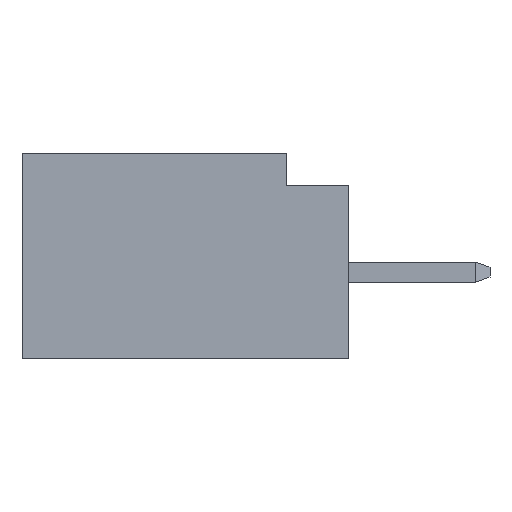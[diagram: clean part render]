
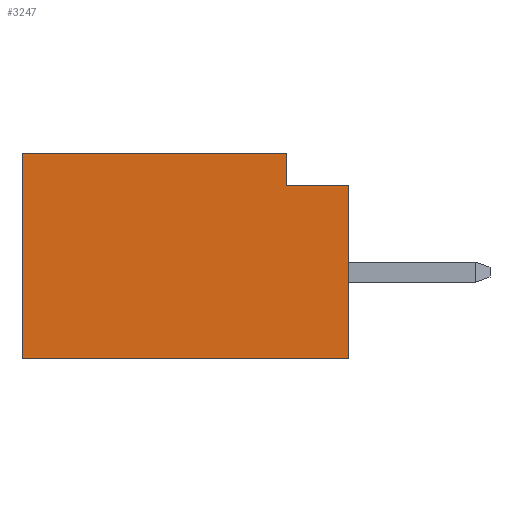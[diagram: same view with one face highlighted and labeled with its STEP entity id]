
A CAD part, left-side view. The second image highlights one B-rep face of the part: STEP entity #3247.
In plain terms, the highlighted planar face has unit normal (-1, 0, 0).
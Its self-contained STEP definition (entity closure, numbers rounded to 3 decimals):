
#83 = VERTEX_POINT ( 'NONE', #2879 ) ;
#217 = VECTOR ( 'NONE', #1488, 1000. ) ;
#245 = VERTEX_POINT ( 'NONE', #3836 ) ;
#307 = DIRECTION ( 'NONE',  ( 0., 0., -1. ) ) ;
#420 = CARTESIAN_POINT ( 'NONE',  ( -5., 0., 0. ) ) ;
#449 = CARTESIAN_POINT ( 'NONE',  ( -5., 0., 2.15 ) ) ;
#461 = VERTEX_POINT ( 'NONE', #1501 ) ;
#915 = DIRECTION ( 'NONE',  ( 0., -1., 0. ) ) ;
#928 = EDGE_CURVE ( 'NONE', #3063, #83, #2650, .T. ) ;
#929 = LINE ( 'NONE', #2439, #3731 ) ;
#964 = ORIENTED_EDGE ( 'NONE', *, *, #2661, .F. ) ;
#1071 = ORIENTED_EDGE ( 'NONE', *, *, #3539, .F. ) ;
#1216 = EDGE_LOOP ( 'NONE', ( #1071, #3379, #2477, #964, #1598, #2481 ) ) ;
#1259 = CARTESIAN_POINT ( 'NONE',  ( -5., 1.55, 2.15 ) ) ;
#1333 = EDGE_CURVE ( 'NONE', #3719, #3063, #929, .T. ) ;
#1357 = DIRECTION ( 'NONE',  ( 1., 0., 0. ) ) ;
#1409 = DIRECTION ( 'NONE',  ( 0., 0., -1. ) ) ;
#1488 = DIRECTION ( 'NONE',  ( 0., 1., 0. ) ) ;
#1501 = CARTESIAN_POINT ( 'NONE',  ( -5., 0., -2.15 ) ) ;
#1566 = DIRECTION ( 'NONE',  ( 0., -1., 0. ) ) ;
#1591 = CARTESIAN_POINT ( 'NONE',  ( -5., 8.1, -2.15 ) ) ;
#1598 = ORIENTED_EDGE ( 'NONE', *, *, #928, .F. ) ;
#1639 = PLANE ( 'NONE',  #3301 ) ;
#1668 = EDGE_CURVE ( 'NONE', #3668, #245, #2894, .T. ) ;
#1723 = FACE_OUTER_BOUND ( 'NONE', #1216, .T. ) ;
#1752 = CARTESIAN_POINT ( 'NONE',  ( -5., 0., -2.15 ) ) ;
#1898 = CARTESIAN_POINT ( 'NONE',  ( -5., 1.55, 2.95 ) ) ;
#2056 = VECTOR ( 'NONE', #2741, 1000. ) ;
#2115 = LINE ( 'NONE', #449, #3187 ) ;
#2203 = EDGE_CURVE ( 'NONE', #461, #3668, #3837, .T. ) ;
#2247 = DIRECTION ( 'NONE',  ( 0., 0., -1. ) ) ;
#2349 = LINE ( 'NONE', #3395, #3662 ) ;
#2439 = CARTESIAN_POINT ( 'NONE',  ( -5., 1.55, 2.95 ) ) ;
#2442 = CARTESIAN_POINT ( 'NONE',  ( -5., 8.1, -2.15 ) ) ;
#2477 = ORIENTED_EDGE ( 'NONE', *, *, #2203, .F. ) ;
#2481 = ORIENTED_EDGE ( 'NONE', *, *, #1333, .F. ) ;
#2485 = CARTESIAN_POINT ( 'NONE',  ( -5., 1.55, 2.15 ) ) ;
#2650 = LINE ( 'NONE', #1259, #3186 ) ;
#2661 = EDGE_CURVE ( 'NONE', #83, #461, #2115, .T. ) ;
#2741 = DIRECTION ( 'NONE',  ( 0., 0., 1. ) ) ;
#2879 = CARTESIAN_POINT ( 'NONE',  ( -5., 0., 2.15 ) ) ;
#2894 = LINE ( 'NONE', #2442, #2056 ) ;
#3063 = VERTEX_POINT ( 'NONE', #2485 ) ;
#3186 = VECTOR ( 'NONE', #1566, 1000. ) ;
#3187 = VECTOR ( 'NONE', #1409, 1000. ) ;
#3247 = ADVANCED_FACE ( 'NONE', ( #1723 ), #1639, .F. ) ;
#3301 = AXIS2_PLACEMENT_3D ( 'NONE', #420, #1357, #2247 ) ;
#3379 = ORIENTED_EDGE ( 'NONE', *, *, #1668, .F. ) ;
#3395 = CARTESIAN_POINT ( 'NONE',  ( -5., 8.1, 2.95 ) ) ;
#3539 = EDGE_CURVE ( 'NONE', #245, #3719, #2349, .T. ) ;
#3662 = VECTOR ( 'NONE', #915, 1000. ) ;
#3668 = VERTEX_POINT ( 'NONE', #1591 ) ;
#3719 = VERTEX_POINT ( 'NONE', #1898 ) ;
#3731 = VECTOR ( 'NONE', #307, 1000. ) ;
#3836 = CARTESIAN_POINT ( 'NONE',  ( -5., 8.1, 2.95 ) ) ;
#3837 = LINE ( 'NONE', #1752, #217 ) ;
